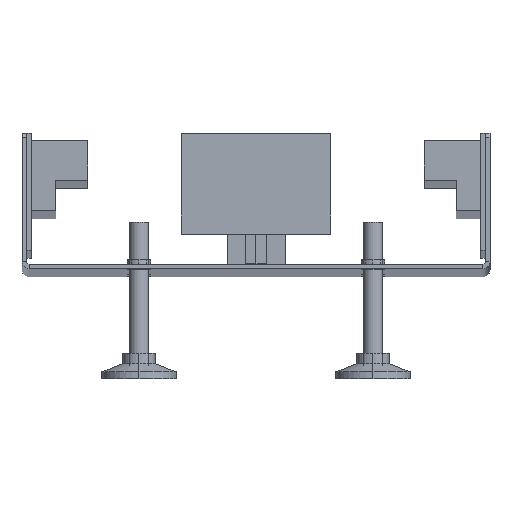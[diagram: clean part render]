
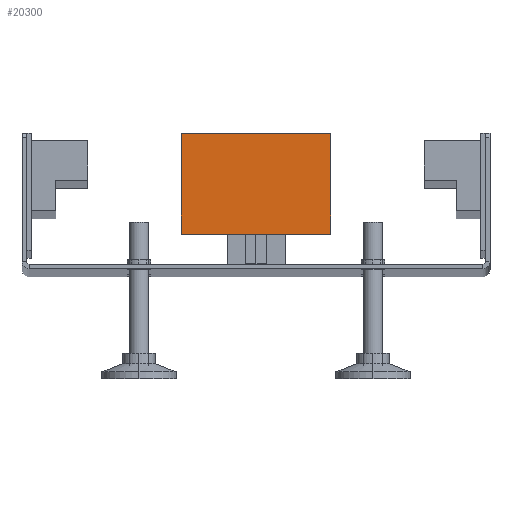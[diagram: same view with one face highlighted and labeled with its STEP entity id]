
A CAD part, top view. The second image highlights one B-rep face of the part: STEP entity #20300.
In plain terms, the highlighted face is planar.
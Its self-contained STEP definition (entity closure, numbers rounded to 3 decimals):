
#20221=DIRECTION('',(0.,-1.,0.));
#20222=VECTOR('',#20221,43.);
#20223=CARTESIAN_POINT('',(-32.,0.,0.));
#20224=LINE('',#20223,#20222);
#20225=DIRECTION('',(1.,0.,0.));
#20226=VECTOR('',#20225,64.);
#20227=CARTESIAN_POINT('',(-32.,-43.,0.));
#20228=LINE('',#20227,#20226);
#20229=DIRECTION('',(0.,1.,0.));
#20230=VECTOR('',#20229,43.);
#20231=CARTESIAN_POINT('',(32.,-43.,0.));
#20232=LINE('',#20231,#20230);
#20233=DIRECTION('',(-1.,0.,0.));
#20234=VECTOR('',#20233,64.);
#20235=CARTESIAN_POINT('',(32.,0.,0.));
#20236=LINE('',#20235,#20234);
#20269=CARTESIAN_POINT('',(-32.,0.,0.));
#20270=CARTESIAN_POINT('',(-32.,-43.,0.));
#20271=VERTEX_POINT('',#20269);
#20272=VERTEX_POINT('',#20270);
#20273=CARTESIAN_POINT('',(32.,-43.,0.));
#20274=VERTEX_POINT('',#20273);
#20275=CARTESIAN_POINT('',(32.,0.,0.));
#20276=VERTEX_POINT('',#20275);
#20285=CARTESIAN_POINT('',(0.,0.,0.));
#20286=DIRECTION('',(0.,0.,1.));
#20287=DIRECTION('',(1.,0.,0.));
#20288=AXIS2_PLACEMENT_3D('',#20285,#20286,#20287);
#20289=PLANE('',#20288);
#20291=ORIENTED_EDGE('',*,*,#20290,.T.);
#20293=ORIENTED_EDGE('',*,*,#20292,.T.);
#20295=ORIENTED_EDGE('',*,*,#20294,.T.);
#20297=ORIENTED_EDGE('',*,*,#20296,.T.);
#20298=EDGE_LOOP('',(#20291,#20293,#20295,#20297));
#20299=FACE_OUTER_BOUND('',#20298,.F.);
#20290=EDGE_CURVE('',#20271,#20272,#20224,.T.);
#20292=EDGE_CURVE('',#20272,#20274,#20228,.T.);
#20294=EDGE_CURVE('',#20274,#20276,#20232,.T.);
#20296=EDGE_CURVE('',#20276,#20271,#20236,.T.);
#20300=ADVANCED_FACE('',(#20299),#20289,.F.);
